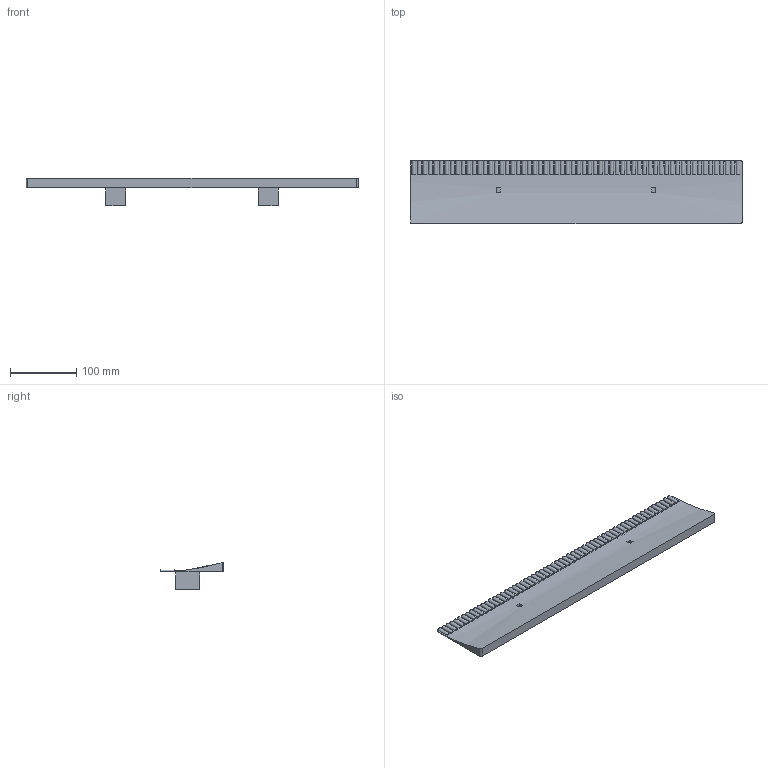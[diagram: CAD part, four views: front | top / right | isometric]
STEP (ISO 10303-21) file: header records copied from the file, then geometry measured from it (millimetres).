
FILE_DESCRIPTION (( 'STEP AP214' ), '1' );
FILE_NAME ('capteur recepteur avec fixeur.STEP', '2023-04-17T10:23:40', ( '' ), ( '' ), 'SwSTEP 2.0', 'SolidWorks 2020', '' );
FILE_SCHEMA (( 'AUTOMOTIVE_DESIGN' ));
Length unit declared in the file: millimetre
Products named in the file (2): support de fixation de produit; capteur recepteur avec fixeur
Assembly tree (1 placements, depth 2):
  capteur recepteur avec fixeur
    support de fixation de produit
Bounding box: 500 x 95.02 x 41.59 mm (x, y, z)
Volume: 277506.3 mm3; surface area: 124140.7 mm2
Topology: 1 solids, 1 shells, 223 faces, 462 edges, 307 vertices
Faces by surface type: plane 157, cylinder 66
Entity records: 6358 total; most frequent: CARTESIAN_POINT 1644, ORIENTED_EDGE 924, DIRECTION 918, EDGE_CURVE 462, AXIS2_PLACEMENT_3D 357, VERTEX_POINT 307, EDGE_LOOP 289, ADVANCED_FACE 223
